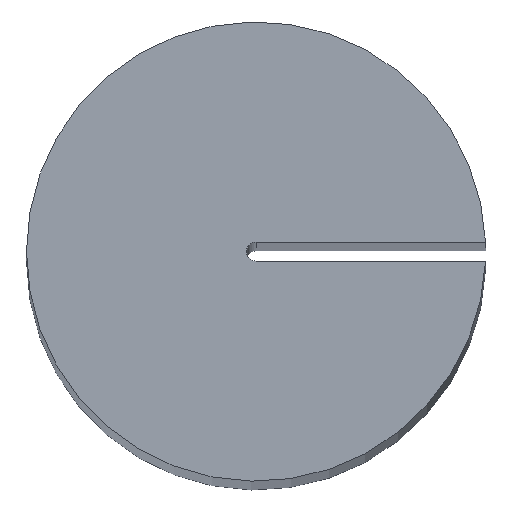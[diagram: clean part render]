
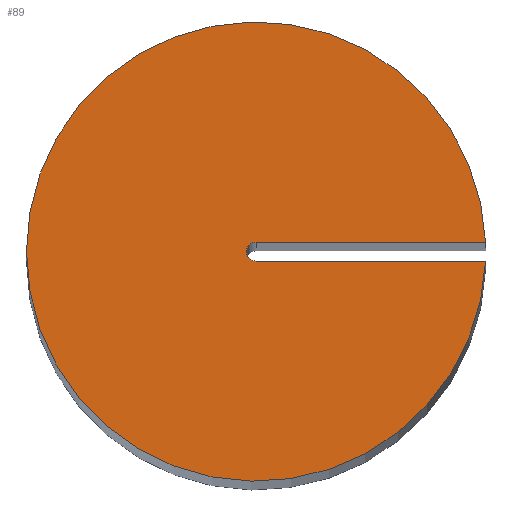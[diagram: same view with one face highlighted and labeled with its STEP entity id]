
A CAD part, top view. The second image highlights one B-rep face of the part: STEP entity #89.
In plain terms, the highlighted planar face has unit normal (0, 0, 1).
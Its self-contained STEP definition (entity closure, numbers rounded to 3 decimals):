
#7 = LINE ( 'NONE', #65, #222 ) ;
#11 = AXIS2_PLACEMENT_3D ( 'NONE', #271, #179, #162 ) ;
#12 = CIRCLE ( 'NONE', #264, 0.125 ) ;
#15 = AXIS2_PLACEMENT_3D ( 'NONE', #272, #164, #20 ) ;
#20 = DIRECTION ( 'NONE',  ( 1., 0., 0. ) ) ;
#40 = ORIENTED_EDGE ( 'NONE', *, *, #241, .F. ) ;
#46 = DIRECTION ( 'NONE',  ( 0., 0., 1. ) ) ;
#65 = CARTESIAN_POINT ( 'NONE',  ( 3.21, -0.125, 66. ) ) ;
#66 = DIRECTION ( 'NONE',  ( 1., 0., 0. ) ) ;
#68 = CARTESIAN_POINT ( 'NONE',  ( 0., 0.125, 66. ) ) ;
#79 = ORIENTED_EDGE ( 'NONE', *, *, #202, .T. ) ;
#81 = CARTESIAN_POINT ( 'NONE',  ( 0., 0.125, 66. ) ) ;
#84 = DIRECTION ( 'NONE',  ( 0., 0., 1. ) ) ;
#85 = CARTESIAN_POINT ( 'NONE',  ( 2.997, -0.125, 66. ) ) ;
#89 = ADVANCED_FACE ( 'NONE', ( #160 ), #125, .T. ) ;
#98 = ORIENTED_EDGE ( 'NONE', *, *, #245, .T. ) ;
#100 = ORIENTED_EDGE ( 'NONE', *, *, #238, .F. ) ;
#102 = EDGE_CURVE ( 'NONE', #161, #192, #12, .T. ) ;
#103 = DIRECTION ( 'NONE',  ( 1., 0., 0. ) ) ;
#105 = CARTESIAN_POINT ( 'NONE',  ( -3., 0., 66. ) ) ;
#109 = VERTEX_POINT ( 'NONE', #123 ) ;
#116 = CIRCLE ( 'NONE', #15, 3. ) ;
#123 = CARTESIAN_POINT ( 'NONE',  ( 2.997, 0.125, 66. ) ) ;
#125 = PLANE ( 'NONE',  #273 ) ;
#145 = CARTESIAN_POINT ( 'NONE',  ( 0., 0., 66. ) ) ;
#156 = VERTEX_POINT ( 'NONE', #85 ) ;
#160 = FACE_OUTER_BOUND ( 'NONE', #259, .T. ) ;
#161 = VERTEX_POINT ( 'NONE', #68 ) ;
#162 = DIRECTION ( 'NONE',  ( 1., 0., 0. ) ) ;
#164 = DIRECTION ( 'NONE',  ( 0., 0., 1. ) ) ;
#179 = DIRECTION ( 'NONE',  ( 0., 0., 1. ) ) ;
#181 = CARTESIAN_POINT ( 'NONE',  ( 0., 0., 66. ) ) ;
#184 = DIRECTION ( 'NONE',  ( 1., 0., 0. ) ) ;
#192 = VERTEX_POINT ( 'NONE', #276 ) ;
#197 = VERTEX_POINT ( 'NONE', #105 ) ;
#200 = DIRECTION ( 'NONE',  ( -1., 0., 0. ) ) ;
#202 = EDGE_CURVE ( 'NONE', #197, #156, #219, .T. ) ;
#213 = VECTOR ( 'NONE', #200, 1000. ) ;
#219 = CIRCLE ( 'NONE', #11, 3. ) ;
#221 = LINE ( 'NONE', #81, #213 ) ;
#222 = VECTOR ( 'NONE', #103, 1000. ) ;
#238 = EDGE_CURVE ( 'NONE', #109, #161, #221, .T. ) ;
#241 = EDGE_CURVE ( 'NONE', #192, #156, #7, .T. ) ;
#245 = EDGE_CURVE ( 'NONE', #109, #197, #116, .T. ) ;
#254 = ORIENTED_EDGE ( 'NONE', *, *, #102, .F. ) ;
#259 = EDGE_LOOP ( 'NONE', ( #100, #98, #79, #40, #254 ) ) ;
#264 = AXIS2_PLACEMENT_3D ( 'NONE', #181, #84, #66 ) ;
#271 = CARTESIAN_POINT ( 'NONE',  ( 0., 0., 66. ) ) ;
#272 = CARTESIAN_POINT ( 'NONE',  ( 0., 0., 66. ) ) ;
#273 = AXIS2_PLACEMENT_3D ( 'NONE', #145, #46, #184 ) ;
#276 = CARTESIAN_POINT ( 'NONE',  ( 0., -0.125, 66. ) ) ;
